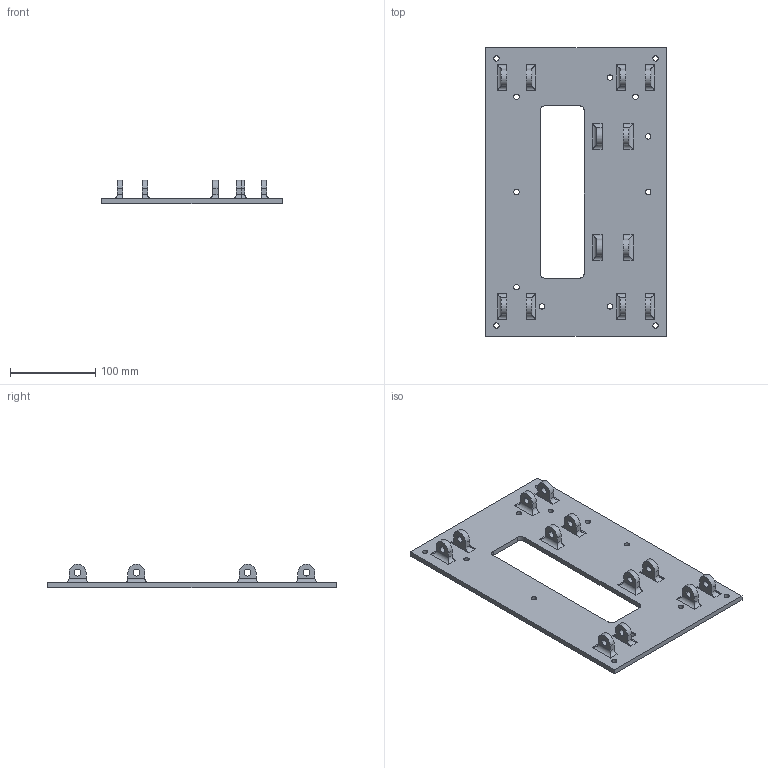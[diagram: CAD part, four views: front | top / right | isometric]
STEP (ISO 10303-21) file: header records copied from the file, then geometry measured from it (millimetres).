
FILE_DESCRIPTION (( 'STEP AP203' ), '1' );
FILE_NAME ('FrontSuspensionMountingPlateII.STEP', '2023-01-31T01:24:47', ( '' ), ( '' ), 'SwSTEP 2.0', 'SolidWorks 2021', '' );
FILE_SCHEMA (( 'CONFIG_CONTROL_DESIGN' ));
Length unit declared in the file: millimetre
Products named in the file (1): FrontSuspensionMountingPlateII
Bounding box: 212.5 x 339.73 x 28 mm (x, y, z)
Volume: 396992.3 mm3; surface area: 146100.7 mm2
Topology: 1 solids, 1 shells, 160 faces, 414 edges, 268 vertices
Faces by surface type: cylinder 102, plane 58
Entity records: 5083 total; most frequent: CARTESIAN_POINT 915, DIRECTION 868, ORIENTED_EDGE 828, EDGE_CURVE 414, AXIS2_PLACEMENT_3D 317, VERTEX_POINT 268, VECTOR 234, LINE 234
